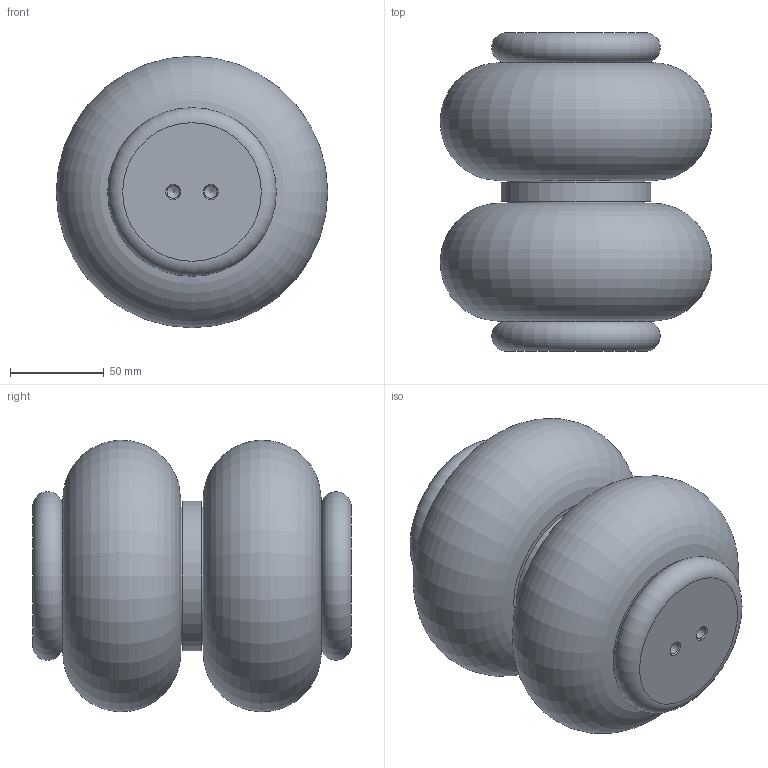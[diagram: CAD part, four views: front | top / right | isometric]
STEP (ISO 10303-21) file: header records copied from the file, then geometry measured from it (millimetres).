
FILE_DESCRIPTION(/* description */ ('STEP AP214'),/* implementation_level */ '2;1');
FILE_NAME(/* name */ '36490_EB-145-100',/* time_stamp */ '2024-08-27T11:55:41+02:00',/* author */ ('License CC BY-ND 4.0'),/* organization */ ('CADENAS'),/* preprocessor_version */ 'ST-DEVELOPER v19.3',/* originating_system */ 'PARTsolutions',/* authorisation */ ' ');
FILE_SCHEMA (('AUTOMOTIVE_DESIGN {1 0 10303 214 3 1 1}'));
Length unit declared in the file: millimetre
Products named in the file (1): 36490 EB-145-100---(170)
Bounding box: 144.94 x 170 x 144.94 mm (x, y, z)
Volume: 1975317.2 mm3; surface area: 107483.3 mm2
Topology: 1 solids, 1 shells, 27 faces, 49 edges, 31 vertices
Faces by surface type: plane 9, cylinder 7, cone 7, torus 4
Full cylindrical faces by diameter (mm): 6.647 x3, 8.566 x1, 74 x2, 80 x1
Entity records: 759 total; most frequent: DIRECTION 108, CARTESIAN_POINT 83, FACE_BOUND 55, AXIS2_PLACEMENT_3D 54, ORIENTED_EDGE 52, EDGE_LOOP 52, VERTEX_POINT 29, STYLED_ITEM 27
